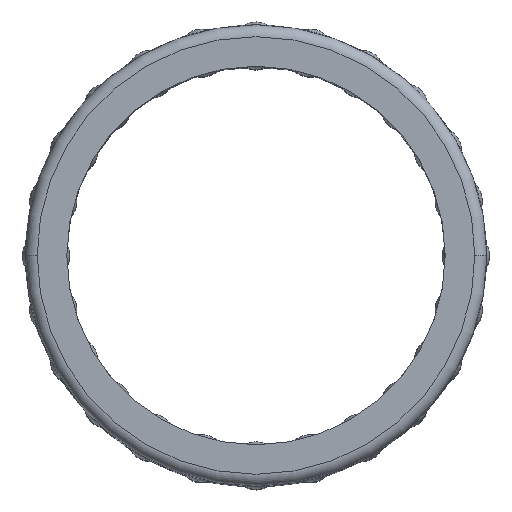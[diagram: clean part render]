
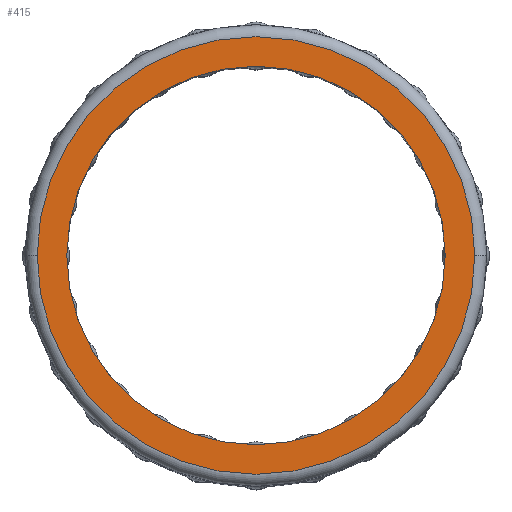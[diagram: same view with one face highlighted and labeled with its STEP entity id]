
A CAD part, top view. The second image highlights one B-rep face of the part: STEP entity #415.
In plain terms, the highlighted planar face has unit normal (0, 0, 1).
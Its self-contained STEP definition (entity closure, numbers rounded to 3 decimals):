
#415 = ADVANCED_FACE ( 'NONE', ( #2617, #14326 ), #3257, .T. ) ;
#1188 = EDGE_CURVE ( 'NONE', #20219, #30718, #8635, .T. ) ;
#2313 = CIRCLE ( 'NONE', #2635, 16. ) ;
#2612 = CARTESIAN_POINT ( 'NONE',  ( 0., 0., 0. ) ) ;
#2617 = FACE_OUTER_BOUND ( 'NONE', #4096, .T. ) ;
#2635 = AXIS2_PLACEMENT_3D ( 'NONE', #2612, #19940, #22238 ) ;
#2737 = CARTESIAN_POINT ( 'NONE',  ( 18.5, 0., 0. ) ) ;
#3152 = DIRECTION ( 'NONE',  ( 1., 0., 0. ) ) ;
#3257 = PLANE ( 'NONE',  #17300 ) ;
#4096 = EDGE_LOOP ( 'NONE', ( #21609, #17910 ) ) ;
#4400 = CARTESIAN_POINT ( 'NONE',  ( 0., 0., 0. ) ) ;
#4757 = CARTESIAN_POINT ( 'NONE',  ( 0., 0., 0. ) ) ;
#6693 = AXIS2_PLACEMENT_3D ( 'NONE', #4400, #23918, #11780 ) ;
#6902 = EDGE_CURVE ( 'NONE', #19430, #30418, #22122, .T. ) ;
#8635 = CIRCLE ( 'NONE', #28986, 16. ) ;
#9303 = DIRECTION ( 'NONE',  ( 1., 0., 0. ) ) ;
#9685 = CARTESIAN_POINT ( 'NONE',  ( 16., 0., 0. ) ) ;
#10394 = EDGE_CURVE ( 'NONE', #30418, #19430, #28910, .T. ) ;
#10842 = CARTESIAN_POINT ( 'NONE',  ( 0., 0., 0. ) ) ;
#11780 = DIRECTION ( 'NONE',  ( 1., 0., 0. ) ) ;
#12302 = CARTESIAN_POINT ( 'NONE',  ( 0., 0., 0. ) ) ;
#14326 = FACE_BOUND ( 'NONE', #27355, .T. ) ;
#17159 = CARTESIAN_POINT ( 'NONE',  ( -18.5, 0., 0. ) ) ;
#17300 = AXIS2_PLACEMENT_3D ( 'NONE', #10842, #29530, #3152 ) ;
#17910 = ORIENTED_EDGE ( 'NONE', *, *, #10394, .T. ) ;
#19193 = CARTESIAN_POINT ( 'NONE',  ( -16., 0., 0. ) ) ;
#19313 = DIRECTION ( 'NONE',  ( 1., 0., 0. ) ) ;
#19430 = VERTEX_POINT ( 'NONE', #2737 ) ;
#19526 = DIRECTION ( 'NONE',  ( 0., 0., 1. ) ) ;
#19940 = DIRECTION ( 'NONE',  ( 0., 0., 1. ) ) ;
#20219 = VERTEX_POINT ( 'NONE', #19193 ) ;
#21609 = ORIENTED_EDGE ( 'NONE', *, *, #6902, .T. ) ;
#22122 = CIRCLE ( 'NONE', #6693, 18.5 ) ;
#22238 = DIRECTION ( 'NONE',  ( 1., 0., 0. ) ) ;
#23570 = DIRECTION ( 'NONE',  ( 0., 0., 1. ) ) ;
#23918 = DIRECTION ( 'NONE',  ( 0., 0., 1. ) ) ;
#27355 = EDGE_LOOP ( 'NONE', ( #29142, #30713 ) ) ;
#27840 = AXIS2_PLACEMENT_3D ( 'NONE', #12302, #19526, #19313 ) ;
#28910 = CIRCLE ( 'NONE', #27840, 18.5 ) ;
#28986 = AXIS2_PLACEMENT_3D ( 'NONE', #4757, #23570, #9303 ) ;
#29142 = ORIENTED_EDGE ( 'NONE', *, *, #29371, .F. ) ;
#29371 = EDGE_CURVE ( 'NONE', #30718, #20219, #2313, .T. ) ;
#29530 = DIRECTION ( 'NONE',  ( 0., 0., 1. ) ) ;
#30418 = VERTEX_POINT ( 'NONE', #17159 ) ;
#30713 = ORIENTED_EDGE ( 'NONE', *, *, #1188, .F. ) ;
#30718 = VERTEX_POINT ( 'NONE', #9685 ) ;
